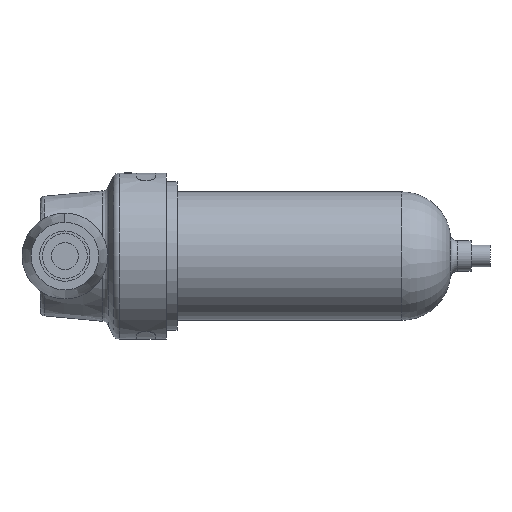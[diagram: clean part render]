
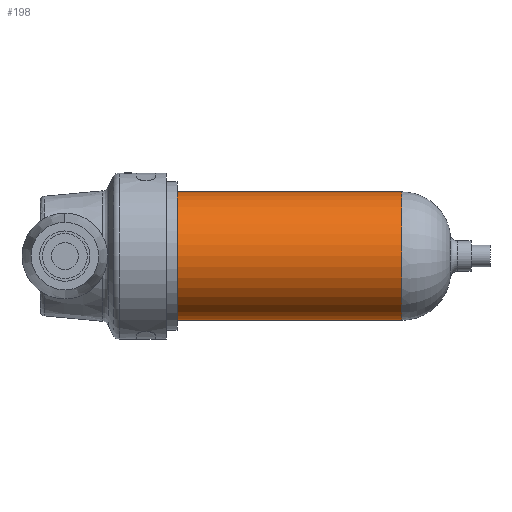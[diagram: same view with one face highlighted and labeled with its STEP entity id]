
A CAD part, left-side view. The second image highlights one B-rep face of the part: STEP entity #198.
In plain terms, the highlighted cylindrical face has radius 47.5 mm (diameter 95 mm), a partial arc.
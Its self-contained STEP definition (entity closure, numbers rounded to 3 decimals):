
#4 = DIRECTION ( 'NONE',  ( 0., -1., 0. ) ) ;
#33 = CARTESIAN_POINT ( 'NONE',  ( 0., 0., 47.5 ) ) ;
#60 = VERTEX_POINT ( 'NONE', #3836 ) ;
#198 = ADVANCED_FACE ( 'NONE', ( #7093 ), #5066, .T. ) ;
#206 = EDGE_CURVE ( 'NONE', #4933, #60, #4967, .T. ) ;
#323 = EDGE_CURVE ( 'NONE', #7681, #1119, #7479, .T. ) ;
#931 = CARTESIAN_POINT ( 'NONE',  ( 0., -83., 47.5 ) ) ;
#1119 = VERTEX_POINT ( 'NONE', #3058 ) ;
#1314 = VECTOR ( 'NONE', #4, 1000. ) ;
#1510 = LINE ( 'NONE', #33, #1314 ) ;
#1752 = AXIS2_PLACEMENT_3D ( 'NONE', #5569, #5538, #5619 ) ;
#1811 = AXIS2_PLACEMENT_3D ( 'NONE', #5760, #5762, #5789 ) ;
#2185 = EDGE_CURVE ( 'NONE', #7681, #4933, #1510, .T. ) ;
#2381 = EDGE_CURVE ( 'NONE', #1119, #60, #5016, .T. ) ;
#3058 = CARTESIAN_POINT ( 'NONE',  ( 0., -83., -47.5 ) ) ;
#3836 = CARTESIAN_POINT ( 'NONE',  ( 0., -249.25, -47.5 ) ) ;
#4373 = CARTESIAN_POINT ( 'NONE',  ( 0., -249.25, 47.5 ) ) ;
#4933 = VERTEX_POINT ( 'NONE', #4373 ) ;
#4967 = CIRCLE ( 'NONE', #1811, 47.5 ) ;
#5016 = LINE ( 'NONE', #6832, #7130 ) ;
#5066 = CYLINDRICAL_SURFACE ( 'NONE', #1752, 47.5 ) ;
#5538 = DIRECTION ( 'NONE',  ( 0., -1., 0. ) ) ;
#5569 = CARTESIAN_POINT ( 'NONE',  ( 0., 0., 0. ) ) ;
#5619 = DIRECTION ( 'NONE',  ( 0., 0., -1. ) ) ;
#5760 = CARTESIAN_POINT ( 'NONE',  ( 0., -249.25, 0. ) ) ;
#5762 = DIRECTION ( 'NONE',  ( 0., -1., 0. ) ) ;
#5789 = DIRECTION ( 'NONE',  ( 0., 0., -1. ) ) ;
#6263 = CARTESIAN_POINT ( 'NONE',  ( 0., -83., 0. ) ) ;
#6266 = DIRECTION ( 'NONE',  ( 0., -1., 0. ) ) ;
#6275 = DIRECTION ( 'NONE',  ( 0., 0., -1. ) ) ;
#6518 = EDGE_LOOP ( 'NONE', ( #7351, #7344, #7264, #7175 ) ) ;
#6607 = DIRECTION ( 'NONE',  ( 0., -1., 0. ) ) ;
#6832 = CARTESIAN_POINT ( 'NONE',  ( 0., 0., -47.5 ) ) ;
#7093 = FACE_OUTER_BOUND ( 'NONE', #6518, .T. ) ;
#7130 = VECTOR ( 'NONE', #6607, 1000. ) ;
#7175 = ORIENTED_EDGE ( 'NONE', *, *, #206, .F. ) ;
#7264 = ORIENTED_EDGE ( 'NONE', *, *, #2381, .T. ) ;
#7344 = ORIENTED_EDGE ( 'NONE', *, *, #323, .T. ) ;
#7351 = ORIENTED_EDGE ( 'NONE', *, *, #2185, .F. ) ;
#7479 = CIRCLE ( 'NONE', #7608, 47.5 ) ;
#7608 = AXIS2_PLACEMENT_3D ( 'NONE', #6263, #6266, #6275 ) ;
#7681 = VERTEX_POINT ( 'NONE', #931 ) ;
